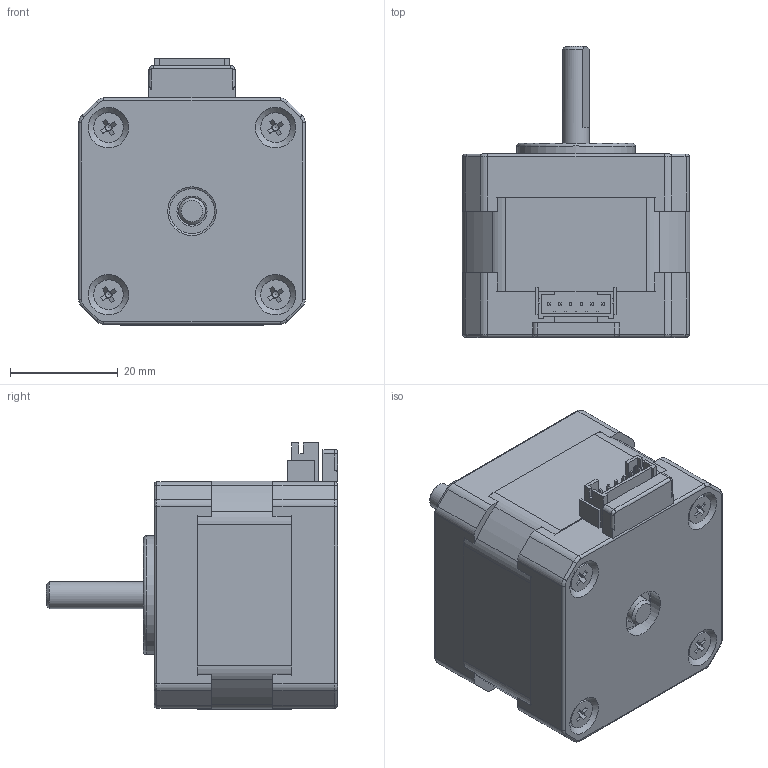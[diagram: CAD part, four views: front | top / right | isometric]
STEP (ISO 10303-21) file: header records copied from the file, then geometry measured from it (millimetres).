
FILE_DESCRIPTION(/* description */ ('','CAx-IF Rec.Pracs.---Representation and Presentation of Product Manufacturing Information (PMI)---4.0---2014-10-13'),/* implementation_level */ '2;1');
FILE_NAME(/* name */ 'de2b948e-30e7-4b12-8fdf-9fee0278f645.stp',/* time_stamp */ '2025-02-25T01:36:23Z',/* author */ (''),/* organization */ (''),/* preprocessor_version */ 'ST-DEVELOPER v20',/* originating_system */ 'Autodesk Translation Framework v13.20.0.188',/* authorisation */ '');
FILE_SCHEMA (('AP242_MANAGED_MODEL_BASED_3D_ENGINEERING_MIM_LF { 1 0 10303 442 1 1 4 }'));
Length unit declared in the file: millimetre
Products named in the file (1): NEMA 17 - 34mm
Bounding box: 42.3 x 54 x 49.4 mm (x, y, z)
Volume: 45860.8 mm3; surface area: 22756.2 mm2
Topology: 10 solids, 10 shells, 474 faces, 1169 edges, 726 vertices
Faces by surface type: plane 287, cylinder 100, cone 51, torus 34, bspline 2
Full cylindrical faces by diameter (mm): 2.5 x12, 3 x4, 5 x3, 5.5 x4, 7.3 x1, 8.3 x4, 9 x1, 12.7 x4, 16 x4, 22 x1, 23 x1, 31 x1, 33 x1
Entity records: 14417 total; most frequent: DIRECTION 2461, CARTESIAN_POINT 2450, ORIENTED_EDGE 2330, EDGE_CURVE 1165, AXIS2_PLACEMENT_3D 857, LINE 747, VECTOR 747, VERTEX_POINT 726
